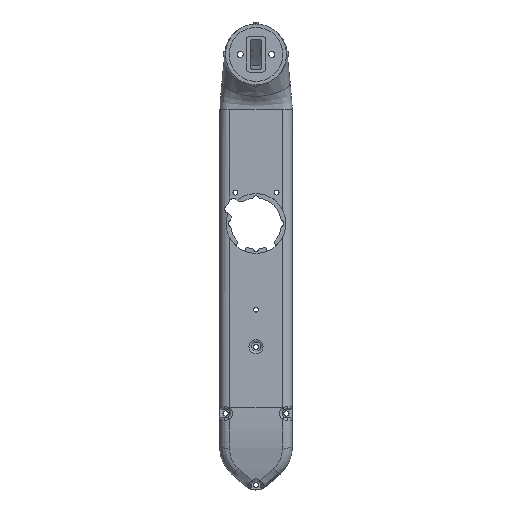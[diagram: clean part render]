
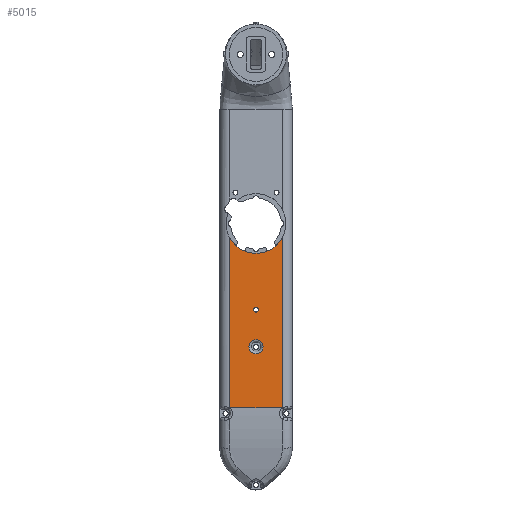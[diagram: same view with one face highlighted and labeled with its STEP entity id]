
A CAD part, left-side view. The second image highlights one B-rep face of the part: STEP entity #5015.
In plain terms, the highlighted planar face has unit normal (-1, 0, 0).
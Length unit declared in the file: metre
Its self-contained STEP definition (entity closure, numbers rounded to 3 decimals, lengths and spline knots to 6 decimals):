
#140=PLANE('',#5482);
#519=LINE('',#10867,#804);
#576=LINE('',#16645,#861);
#577=LINE('',#16646,#862);
#804=VECTOR('',#6193,1.);
#861=VECTOR('',#6458,1.);
#862=VECTOR('',#6459,1.);
#1598=ORIENTED_EDGE('',*,*,#2974,.T.);
#1599=ORIENTED_EDGE('',*,*,#2975,.T.);
#1600=ORIENTED_EDGE('',*,*,#2976,.F.);
#1601=ORIENTED_EDGE('',*,*,#2977,.T.);
#1602=ORIENTED_EDGE('',*,*,#2801,.F.);
#1603=ORIENTED_EDGE('',*,*,#2978,.T.);
#2801=EDGE_CURVE('',#3495,#3500,#519,.T.);
#2974=EDGE_CURVE('',#3636,#3636,#3929,.F.);
#2975=EDGE_CURVE('',#3637,#3637,#3930,.T.);
#2976=EDGE_CURVE('',#3638,#3639,#3931,.T.);
#2977=EDGE_CURVE('',#3638,#3500,#576,.F.);
#2978=EDGE_CURVE('',#3495,#3639,#577,.F.);
#3495=VERTEX_POINT('',#10806);
#3500=VERTEX_POINT('',#10829);
#3636=VERTEX_POINT('',#16639);
#3637=VERTEX_POINT('',#16641);
#3638=VERTEX_POINT('',#16643);
#3639=VERTEX_POINT('',#16644);
#3929=CIRCLE('',#5483,0.0036);
#3930=CIRCLE('',#5484,0.00125);
#3931=CIRCLE('',#5485,0.01525);
#4173=EDGE_LOOP('',(#1598));
#4174=EDGE_LOOP('',(#1599));
#4175=EDGE_LOOP('',(#1600,#1601,#1602,#1603));
#4541=FACE_BOUND('',#4173,.T.);
#4542=FACE_BOUND('',#4174,.T.);
#4543=FACE_BOUND('',#4175,.T.);
#5015=ADVANCED_FACE('',(#4541,#4542,#4543),#140,.T.);
#5482=AXIS2_PLACEMENT_3D('',#16637,#6450,#6451);
#5483=AXIS2_PLACEMENT_3D('',#16638,#6452,#6453);
#5484=AXIS2_PLACEMENT_3D('',#16640,#6454,#6455);
#5485=AXIS2_PLACEMENT_3D('',#16642,#6456,#6457);
#6193=DIRECTION('',(0.,1.,0.));
#6450=DIRECTION('',(-1.,0.,0.));
#6451=DIRECTION('',(0.,0.,1.));
#6452=DIRECTION('',(-1.,0.,0.));
#6453=DIRECTION('',(0.,0.,1.));
#6454=DIRECTION('',(1.,0.,0.));
#6455=DIRECTION('',(0.,0.,-1.));
#6456=DIRECTION('',(-1.,0.,0.));
#6457=DIRECTION('',(0.,0.,1.));
#6458=DIRECTION('',(0.,0.,1.));
#6459=DIRECTION('',(0.,0.,-1.));
#10806=CARTESIAN_POINT('',(-0.012,-0.0135,0.02));
#10829=CARTESIAN_POINT('',(-0.012,0.0135,0.02));
#10867=CARTESIAN_POINT('',(-0.012,-0.0185,0.02));
#16637=CARTESIAN_POINT('',(-0.012,0.,0.));
#16638=CARTESIAN_POINT('',(-0.012,0.,0.051));
#16639=CARTESIAN_POINT('',(-0.012,0.,0.0546));
#16640=CARTESIAN_POINT('',(-0.012,0.,0.0699));
#16641=CARTESIAN_POINT('',(-0.012,0.,0.06865));
#16642=CARTESIAN_POINT('',(-0.012,0.,0.1138));
#16643=CARTESIAN_POINT('',(-0.012,0.0135,0.106707));
#16644=CARTESIAN_POINT('',(-0.012,-0.0135,0.106707));
#16645=CARTESIAN_POINT('',(-0.012,0.0135,0.));
#16646=CARTESIAN_POINT('',(-0.012,-0.0135,0.));
